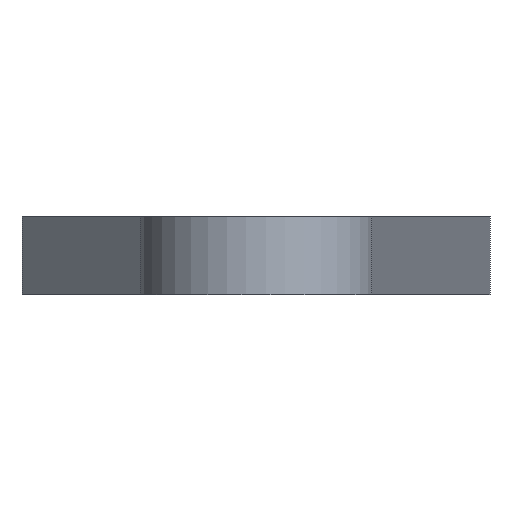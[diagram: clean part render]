
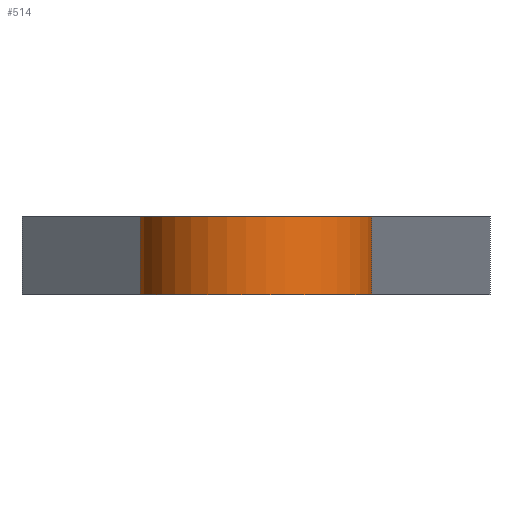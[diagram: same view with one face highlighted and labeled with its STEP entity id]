
A CAD part, left-side view. The second image highlights one B-rep face of the part: STEP entity #514.
In plain terms, the highlighted cylindrical face has radius 6 mm (diameter 12 mm), a partial arc.
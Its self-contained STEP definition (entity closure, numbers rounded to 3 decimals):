
#28 = LINE ( 'NONE', #512, #759 ) ;
#31 = VERTEX_POINT ( 'NONE', #597 ) ;
#58 = DIRECTION ( 'NONE',  ( 0., 0., 1. ) ) ;
#65 = CIRCLE ( 'NONE', #533, 6. ) ;
#72 = VERTEX_POINT ( 'NONE', #377 ) ;
#101 = CYLINDRICAL_SURFACE ( 'NONE', #405, 6. ) ;
#157 = EDGE_LOOP ( 'NONE', ( #746, #349, #911, #481 ) ) ;
#211 = DIRECTION ( 'NONE',  ( 0., 0., 1. ) ) ;
#214 = DIRECTION ( 'NONE',  ( 1., 0., 0. ) ) ;
#219 = CARTESIAN_POINT ( 'NONE',  ( -0.8, 5.946, 4. ) ) ;
#255 = DIRECTION ( 'NONE',  ( 0., 0., 1. ) ) ;
#309 = EDGE_CURVE ( 'NONE', #72, #804, #28, .T. ) ;
#343 = EDGE_CURVE ( 'NONE', #804, #535, #523, .T. ) ;
#348 = VECTOR ( 'NONE', #58, 1000. ) ;
#349 = ORIENTED_EDGE ( 'NONE', *, *, #309, .F. ) ;
#377 = CARTESIAN_POINT ( 'NONE',  ( -0.8, 5.946, 0. ) ) ;
#405 = AXIS2_PLACEMENT_3D ( 'NONE', #909, #579, #214 ) ;
#423 = DIRECTION ( 'NONE',  ( 1., 0., 0. ) ) ;
#481 = ORIENTED_EDGE ( 'NONE', *, *, #952, .T. ) ;
#512 = CARTESIAN_POINT ( 'NONE',  ( -0.8, 5.946, 0. ) ) ;
#514 = ADVANCED_FACE ( 'NONE', ( #606 ), #101, .T. ) ;
#523 = CIRCLE ( 'NONE', #603, 6. ) ;
#533 = AXIS2_PLACEMENT_3D ( 'NONE', #890, #255, #423 ) ;
#535 = VERTEX_POINT ( 'NONE', #611 ) ;
#579 = DIRECTION ( 'NONE',  ( 0., 0., 1. ) ) ;
#597 = CARTESIAN_POINT ( 'NONE',  ( -0.8, -5.946, 0. ) ) ;
#603 = AXIS2_PLACEMENT_3D ( 'NONE', #827, #211, #672 ) ;
#606 = FACE_OUTER_BOUND ( 'NONE', #157, .T. ) ;
#611 = CARTESIAN_POINT ( 'NONE',  ( -0.8, -5.946, 4. ) ) ;
#636 = EDGE_CURVE ( 'NONE', #72, #31, #65, .T. ) ;
#672 = DIRECTION ( 'NONE',  ( 1., 0., 0. ) ) ;
#746 = ORIENTED_EDGE ( 'NONE', *, *, #343, .F. ) ;
#756 = CARTESIAN_POINT ( 'NONE',  ( -0.8, -5.946, 0. ) ) ;
#759 = VECTOR ( 'NONE', #893, 1000. ) ;
#804 = VERTEX_POINT ( 'NONE', #219 ) ;
#827 = CARTESIAN_POINT ( 'NONE',  ( 0., 0., 4. ) ) ;
#890 = CARTESIAN_POINT ( 'NONE',  ( 0., 0., 0. ) ) ;
#893 = DIRECTION ( 'NONE',  ( 0., 0., 1. ) ) ;
#909 = CARTESIAN_POINT ( 'NONE',  ( 0., 0., 0. ) ) ;
#911 = ORIENTED_EDGE ( 'NONE', *, *, #636, .T. ) ;
#952 = EDGE_CURVE ( 'NONE', #31, #535, #993, .T. ) ;
#993 = LINE ( 'NONE', #756, #348 ) ;
